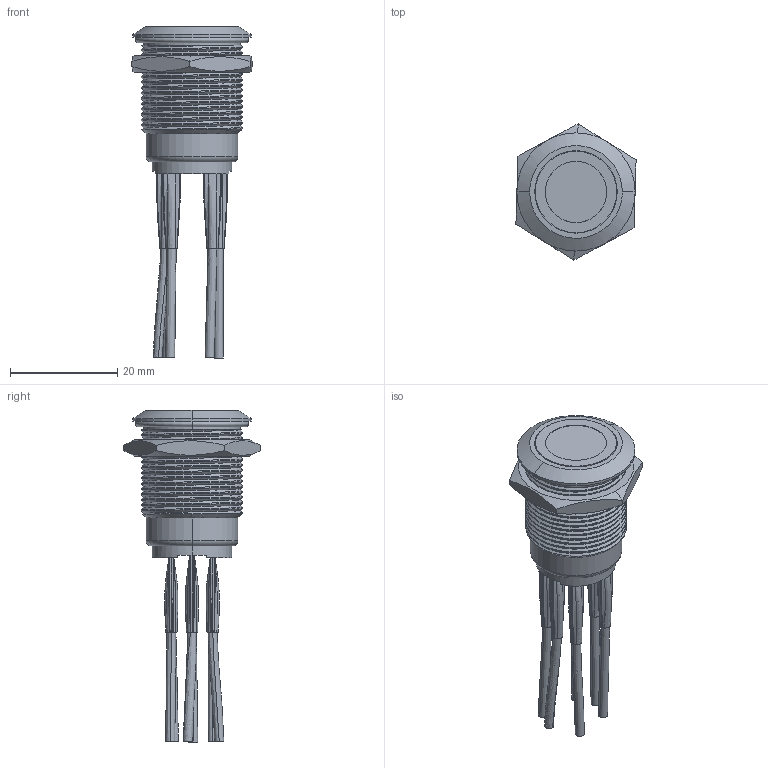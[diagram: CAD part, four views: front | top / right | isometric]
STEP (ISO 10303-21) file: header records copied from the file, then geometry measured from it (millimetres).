
FILE_DESCRIPTION (( 'STEP AP214' ), '1' );
FILE_NAME ('PB19VB6FSN.STEP', '2025-04-03T14:27:38', ( '' ), ( '' ), 'SwSTEP 2.0', 'SolidWorks 2024', '' );
FILE_SCHEMA (( 'AUTOMOTIVE_DESIGN' ));
Length unit declared in the file: millimetre
Products named in the file (1): PB19VB6FSN
Bounding box: 22.38 x 25.39 x 61.8 mm (x, y, z)
Volume: 8078.9 mm3; surface area: 6377.9 mm2
Topology: 15 solids, 15 shells, 362 faces, 945 edges, 626 vertices
Faces by surface type: bspline 178, plane 101, cylinder 67, cone 8, torus 8
Entity records: 45771 total; most frequent: CARTESIAN_POINT 34285, ORIENTED_EDGE 1890, EDGE_CURVE 945, DIRECTION 885, VERTEX_POINT 626, B_SPLINE_CURVE_WITH_KNOTS 480, EDGE_LOOP 403, UNCERTAINTY_MEASURE_WITH_UNIT 378
